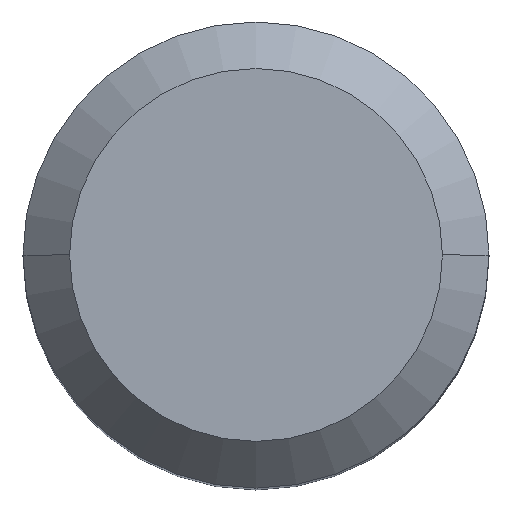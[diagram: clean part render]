
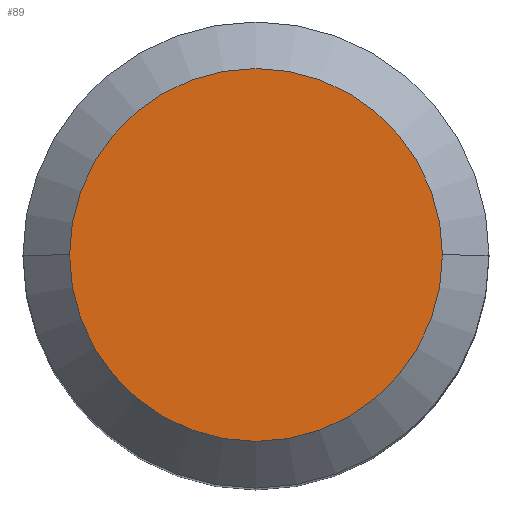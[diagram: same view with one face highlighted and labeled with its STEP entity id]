
A CAD part, top view. The second image highlights one B-rep face of the part: STEP entity #89.
In plain terms, the highlighted planar face has unit normal (0, 0, 1).
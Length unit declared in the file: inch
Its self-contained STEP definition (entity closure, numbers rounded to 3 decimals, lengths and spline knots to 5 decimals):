
#39 = DIRECTION ( 'NONE',  ( 0., 0., -1. ) ) ;
#84 = CARTESIAN_POINT ( 'NONE',  ( 0., 0., 0. ) ) ;
#89 = ADVANCED_FACE ( 'NONE', ( #120 ), #269, .F. ) ;
#105 = VERTEX_POINT ( 'NONE', #488 ) ;
#113 = CARTESIAN_POINT ( 'NONE',  ( 0., 0., 0. ) ) ;
#120 = FACE_OUTER_BOUND ( 'NONE', #419, .T. ) ;
#145 = VERTEX_POINT ( 'NONE', #201 ) ;
#146 = CIRCLE ( 'NONE', #208, 0.31496 ) ;
#154 = DIRECTION ( 'NONE',  ( 1., 0., 0. ) ) ;
#171 = DIRECTION ( 'NONE',  ( 1., 0., 0. ) ) ;
#193 = EDGE_CURVE ( 'NONE', #145, #105, #197, .T. ) ;
#197 = CIRCLE ( 'NONE', #461, 0.31496 ) ;
#201 = CARTESIAN_POINT ( 'NONE',  ( 0.31496, 0., 0. ) ) ;
#208 = AXIS2_PLACEMENT_3D ( 'NONE', #486, #298, #154 ) ;
#269 = PLANE ( 'NONE',  #392 ) ;
#298 = DIRECTION ( 'NONE',  ( 0., 0., 1. ) ) ;
#354 = DIRECTION ( 'NONE',  ( 0., 0., 1. ) ) ;
#362 = ORIENTED_EDGE ( 'NONE', *, *, #193, .T. ) ;
#392 = AXIS2_PLACEMENT_3D ( 'NONE', #84, #39, #448 ) ;
#410 = ORIENTED_EDGE ( 'NONE', *, *, #432, .T. ) ;
#419 = EDGE_LOOP ( 'NONE', ( #410, #362 ) ) ;
#432 = EDGE_CURVE ( 'NONE', #105, #145, #146, .T. ) ;
#448 = DIRECTION ( 'NONE',  ( -1., 0., 0. ) ) ;
#461 = AXIS2_PLACEMENT_3D ( 'NONE', #113, #354, #171 ) ;
#486 = CARTESIAN_POINT ( 'NONE',  ( 0., 0., 0. ) ) ;
#488 = CARTESIAN_POINT ( 'NONE',  ( -0.31496, 0., 0. ) ) ;
